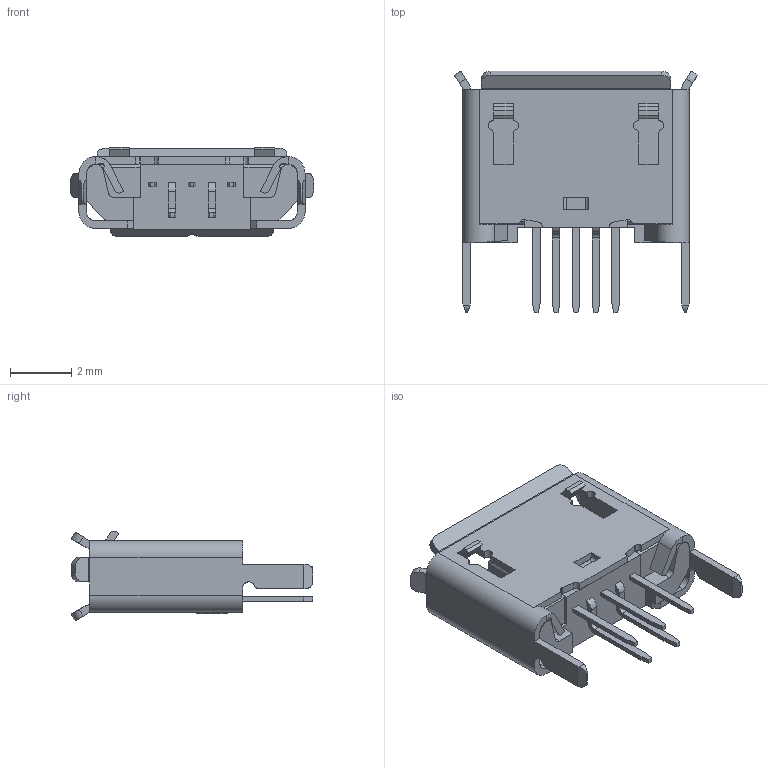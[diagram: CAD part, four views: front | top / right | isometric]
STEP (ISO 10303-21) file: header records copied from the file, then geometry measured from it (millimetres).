
FILE_DESCRIPTION(('STEP AP242'),'1');
FILE_NAME('usb3106-30-0230-a.stp','2024-03-11T11:46:38',('TraceParts'),('TraceParts S.A.'),'Spatial InterOp 3D',' ',' ');
FILE_SCHEMA(('AP242_MANAGED_MODEL_BASED_3D_ENGINEERING_MIM_LF {1 0 10303 442 1 1 4}'));
Length unit declared in the file: millimetre
Products named in the file (1): usb3106-30-0230-a
Bounding box: 7.96 x 7.91 x 2.94 mm (x, y, z)
Volume: 41.9 mm3; surface area: 280.1 mm2
Topology: 1 solids, 1 shells, 530 faces, 1482 edges, 953 vertices
Faces by surface type: plane 384, cylinder 136, bspline 10
Entity records: 19285 total; most frequent: CARTESIAN_POINT 4277, ORIENTED_EDGE 2956, DIRECTION 2345, EDGE_CURVE 1478, LINE 1165, VECTOR 1165, VERTEX_POINT 953, AXIS2_PLACEMENT_3D 590
